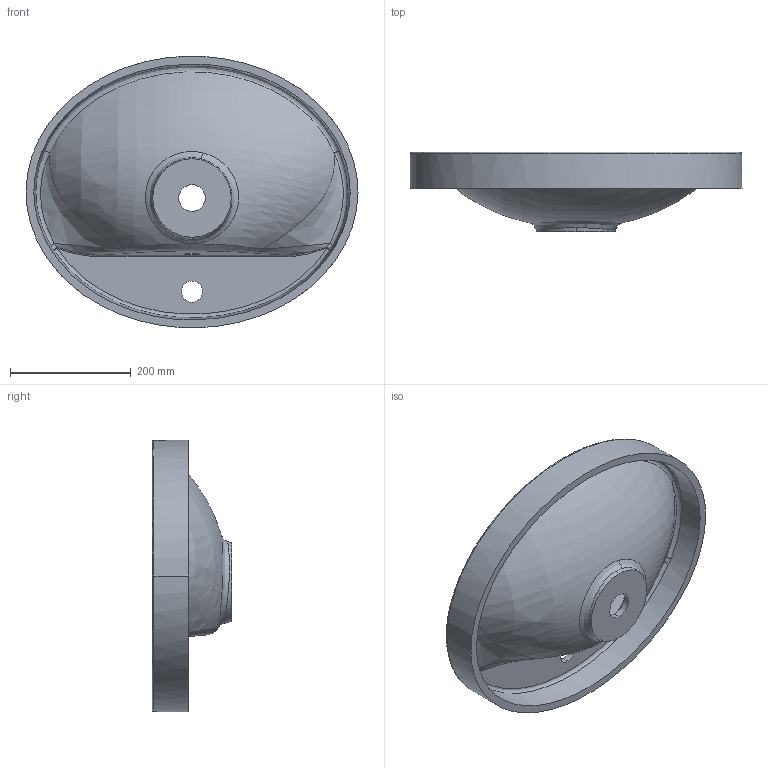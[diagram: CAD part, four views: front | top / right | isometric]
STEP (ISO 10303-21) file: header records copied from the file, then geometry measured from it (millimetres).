
FILE_DESCRIPTION (( 'STEP AP203' ), '1' );
FILE_NAME ('6229980611.STEP', '2020-12-15T21:30:25', ( '' ), ( '' ), 'SwSTEP 2.0', 'SolidWorks 2019', '' );
FILE_SCHEMA (( 'CONFIG_CONTROL_DESIGN' ));
Length unit declared in the file: millimetre
Products named in the file (1): 6229980611
Bounding box: 550 x 132 x 449.62 mm (x, y, z)
Volume: 4301369.3 mm3; surface area: 625557.8 mm2
Topology: 1 solids, 1 shells, 53 faces, 126 edges, 74 vertices
Faces by surface type: bspline 35, cylinder 8, plane 6, cone 4
Entity records: 29653 total; most frequent: CARTESIAN_POINT 28632, ORIENTED_EDGE 244, EDGE_CURVE 122, DIRECTION 112, B_SPLINE_CURVE_WITH_KNOTS 78, VERTEX_POINT 74, EDGE_LOOP 62, FACE_OUTER_BOUND 53
